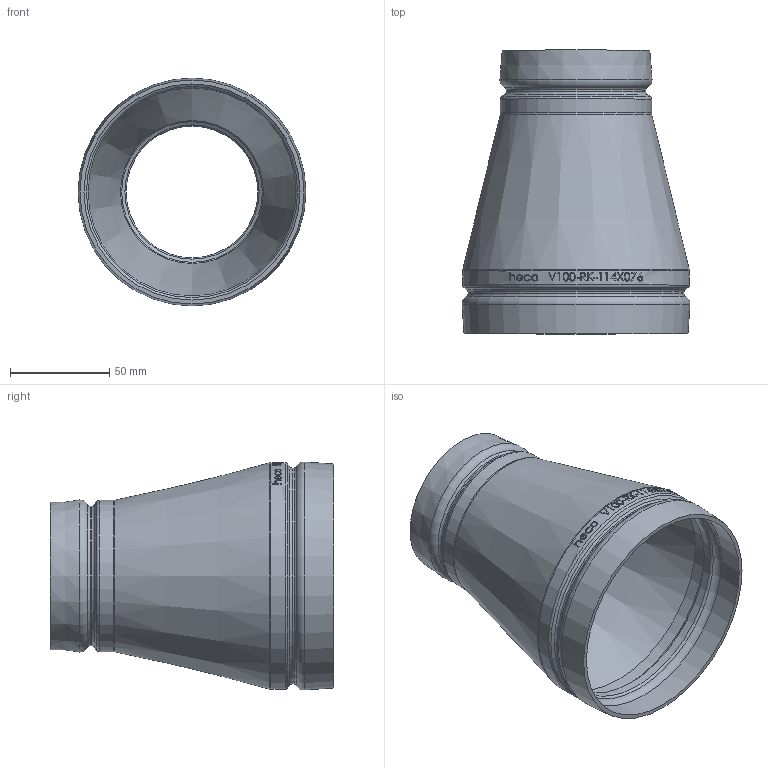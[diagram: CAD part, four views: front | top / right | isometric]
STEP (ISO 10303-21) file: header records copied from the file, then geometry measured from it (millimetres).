
FILE_DESCRIPTION (( 'STEP AP214' ), '1' );
FILE_NAME ('V100-RK-114X076-x Typ E495 DN100x65 400x212 Ø114,3x76,1 1812.STEP', '2018-12-18T09:16:11', ( '' ), ( '' ), 'SwSTEP 2.0', 'SolidWorks 2016', '' );
FILE_SCHEMA (( 'AUTOMOTIVE_DESIGN' ));
Length unit declared in the file: inch
Products named in the file (1): V100-RK-114X076-x Typ E495 DN100x65 400x212 Ø114,3x76,1 1812
Bounding box: 114.86 x 143 x 114.86 mm (x, y, z)
Volume: 87828.5 mm3; surface area: 88524.5 mm2
Topology: 1 solids, 1 shells, 242 faces, 621 edges, 408 vertices
Faces by surface type: plane 104, bspline 76, cylinder 35, torus 17, cone 10
Full cylindrical faces by diameter (mm): 66.36 x1, 70.358 x1, 72.202 x1, 76.2 x1, 104.841 x1, 108.839 x1, 110.302 x1, 114.3 x1
Entity records: 13434 total; most frequent: CARTESIAN_POINT 5728, ORIENTED_EDGE 1142, DIRECTION 808, EDGE_CURVE 571, VERTEX_POINT 393, EDGE_LOOP 306, AXIS2_PLACEMENT_3D 288, FACE_OUTER_BOUND 267
